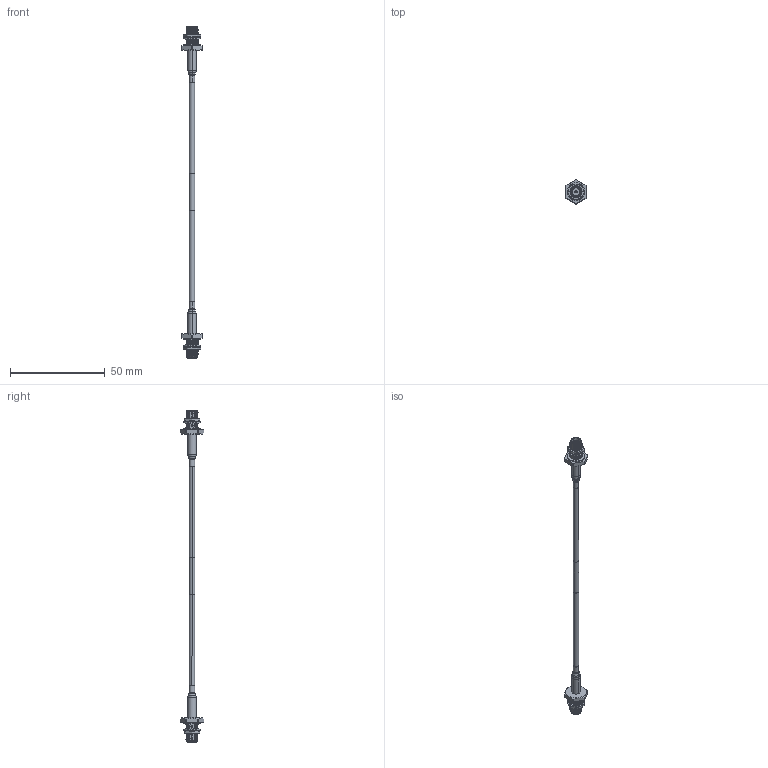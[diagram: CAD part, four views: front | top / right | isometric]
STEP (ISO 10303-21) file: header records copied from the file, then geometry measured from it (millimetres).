
FILE_DESCRIPTION (( 'STEP AP214' ), '1' );
FILE_NAME ('FMC01139_3D.step', '2023-05-10T07:31:45', ( '' ), ( '' ), 'SwSTEP 2.0', 'SolidWorks 2022', '' );
FILE_SCHEMA (( 'AUTOMOTIVE_DESIGN' ));
Length unit declared in the file: inch
Products named in the file (4): LMR-100A-UF_WITH LABEL; Copy of HeatShrink_SC5560^FMC01139; PE44643 ¦ SC7076; FMC01139_3D
Assembly tree (5 placements, depth 2):
  FMC01139_3D
    PE44643 ¦ SC7076  x2
    Copy of HeatShrink_SC5560^FMC01139  x2
    LMR-100A-UF_WITH LABEL
Bounding box: 11 x 12.46 x 175.4 mm (x, y, z)
Volume: 2577.5 mm3; surface area: 4575.6 mm2
Topology: 15 solids, 15 shells, 1502 faces, 3686 edges, 2226 vertices
Faces by surface type: bspline 864, cylinder 338, plane 216, cone 68, torus 16
Entity records: 58848 total; most frequent: CARTESIAN_POINT 44299, ORIENTED_EDGE 3704, EDGE_CURVE 1852, DIRECTION 1344, VERTEX_POINT 1119, EDGE_LOOP 773, B_SPLINE_CURVE_WITH_KNOTS 768, ADVANCED_FACE 756
